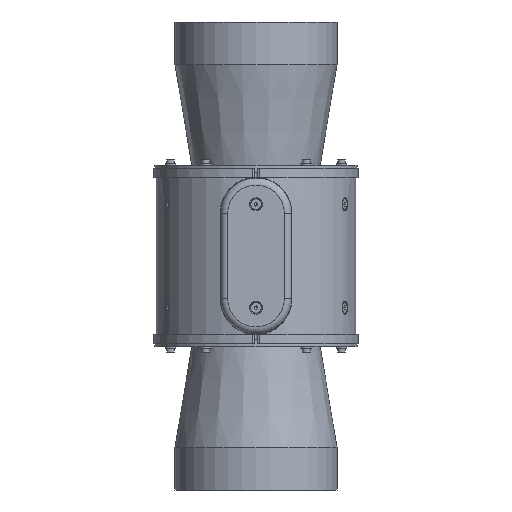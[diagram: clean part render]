
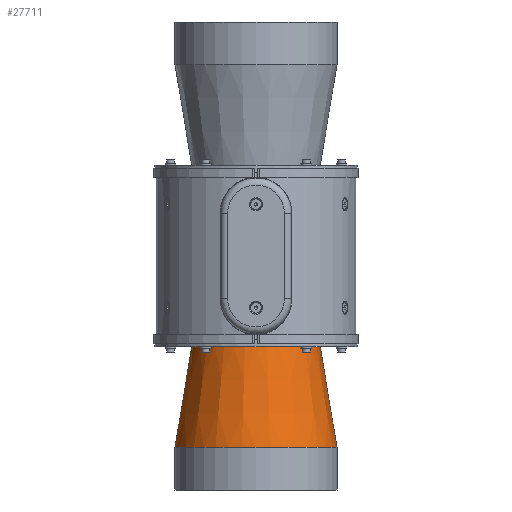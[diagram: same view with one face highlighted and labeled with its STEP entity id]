
A CAD part, front view. The second image highlights one B-rep face of the part: STEP entity #27711.
In plain terms, the highlighted conical face has half-angle 9.487 degrees and reference radius 44.45 mm.
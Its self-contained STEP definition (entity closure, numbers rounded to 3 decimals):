
#2720 = EDGE_CURVE ( 'NONE', #40824, #17740, #48815, .T. ) ;
#3579 = CARTESIAN_POINT ( 'NONE',  ( 131.489, 93.685, 75.426 ) ) ;
#4956 = VECTOR ( 'NONE', #18799, 1000. ) ;
#6537 = EDGE_CURVE ( 'NONE', #37888, #9616, #36149, .T. ) ;
#9616 = VERTEX_POINT ( 'NONE', #45595 ) ;
#15133 = CARTESIAN_POINT ( 'NONE',  ( 87.039, 93.685, 70.426 ) ) ;
#15225 = CONICAL_SURFACE ( 'NONE', #35258, 44.45, 0.166 ) ;
#16899 = CARTESIAN_POINT ( 'NONE',  ( 87.039, 93.685, -0.574 ) ) ;
#17740 = VERTEX_POINT ( 'NONE', #24220 ) ;
#18799 = DIRECTION ( 'NONE',  ( 0.165, 0., -0.986 ) ) ;
#18833 = EDGE_LOOP ( 'NONE', ( #46835, #34385, #45614, #45275 ) ) ;
#19494 = DIRECTION ( 'NONE',  ( 1., 0., 0. ) ) ;
#19738 = DIRECTION ( 'NONE',  ( 0., 0., -1. ) ) ;
#24026 = CIRCLE ( 'NONE', #40804, 45.286 ) ;
#24220 = CARTESIAN_POINT ( 'NONE',  ( 144.189, 93.685, -0.574 ) ) ;
#27101 = VECTOR ( 'NONE', #40418, 1000. ) ;
#27443 = EDGE_CURVE ( 'NONE', #9616, #17740, #40791, .T. ) ;
#27711 = ADVANCED_FACE ( 'NONE', ( #46520 ), #15225, .T. ) ;
#31203 = AXIS2_PLACEMENT_3D ( 'NONE', #16899, #43711, #35693 ) ;
#32635 = CARTESIAN_POINT ( 'NONE',  ( 42.589, 93.685, 75.426 ) ) ;
#34385 = ORIENTED_EDGE ( 'NONE', *, *, #6537, .T. ) ;
#34684 = DIRECTION ( 'NONE',  ( 0., 0., -1. ) ) ;
#35258 = AXIS2_PLACEMENT_3D ( 'NONE', #38781, #19738, #19494 ) ;
#35693 = DIRECTION ( 'NONE',  ( -1., 0., 0. ) ) ;
#36149 = LINE ( 'NONE', #32635, #27101 ) ;
#36566 = DIRECTION ( 'NONE',  ( -1., 0., 0. ) ) ;
#37888 = VERTEX_POINT ( 'NONE', #38424 ) ;
#38028 = CARTESIAN_POINT ( 'NONE',  ( 132.324, 93.685, 70.426 ) ) ;
#38424 = CARTESIAN_POINT ( 'NONE',  ( 41.753, 93.685, 70.426 ) ) ;
#38781 = CARTESIAN_POINT ( 'NONE',  ( 87.039, 93.685, 75.426 ) ) ;
#39015 = EDGE_CURVE ( 'NONE', #40824, #37888, #24026, .T. ) ;
#40418 = DIRECTION ( 'NONE',  ( -0.165, 0., -0.986 ) ) ;
#40791 = CIRCLE ( 'NONE', #31203, 57.15 ) ;
#40804 = AXIS2_PLACEMENT_3D ( 'NONE', #15133, #34684, #36566 ) ;
#40824 = VERTEX_POINT ( 'NONE', #38028 ) ;
#43711 = DIRECTION ( 'NONE',  ( 0., 0., 1. ) ) ;
#45275 = ORIENTED_EDGE ( 'NONE', *, *, #2720, .F. ) ;
#45595 = CARTESIAN_POINT ( 'NONE',  ( 29.889, 93.685, -0.574 ) ) ;
#45614 = ORIENTED_EDGE ( 'NONE', *, *, #27443, .T. ) ;
#46520 = FACE_OUTER_BOUND ( 'NONE', #18833, .T. ) ;
#46835 = ORIENTED_EDGE ( 'NONE', *, *, #39015, .T. ) ;
#48815 = LINE ( 'NONE', #3579, #4956 ) ;
